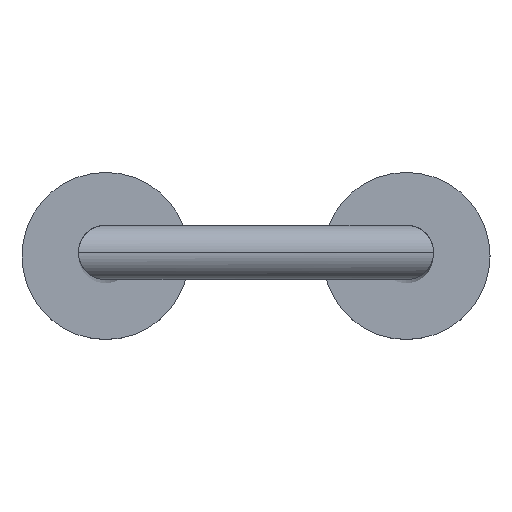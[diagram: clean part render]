
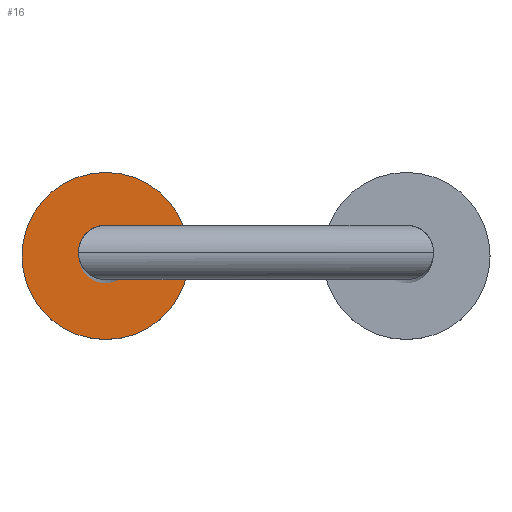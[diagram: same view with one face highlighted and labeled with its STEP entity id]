
A CAD part, top view. The second image highlights one B-rep face of the part: STEP entity #16.
In plain terms, the highlighted face is planar.
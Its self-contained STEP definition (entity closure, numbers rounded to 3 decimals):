
#16 = ADVANCED_FACE ( 'NONE', ( #51 ), #764, .T. ) ;
#51 = FACE_OUTER_BOUND ( 'NONE', #387, .T. ) ;
#99 = CIRCLE ( 'NONE', #482, 20. ) ;
#135 = VERTEX_POINT ( 'NONE', #734 ) ;
#141 = AXIS2_PLACEMENT_3D ( 'NONE', #714, #665, #578 ) ;
#202 = EDGE_CURVE ( 'NONE', #590, #135, #99, .T. ) ;
#235 = CARTESIAN_POINT ( 'NONE',  ( 0., 0., 0. ) ) ;
#237 = DIRECTION ( 'NONE',  ( 0., 1., 0. ) ) ;
#356 = EDGE_CURVE ( 'NONE', #135, #590, #608, .T. ) ;
#387 = EDGE_LOOP ( 'NONE', ( #582, #509 ) ) ;
#482 = AXIS2_PLACEMENT_3D ( 'NONE', #235, #237, #709 ) ;
#509 = ORIENTED_EDGE ( 'NONE', *, *, #202, .T. ) ;
#511 = CARTESIAN_POINT ( 'NONE',  ( 0., 0., -20. ) ) ;
#578 = DIRECTION ( 'NONE',  ( 0., 0., 1. ) ) ;
#582 = ORIENTED_EDGE ( 'NONE', *, *, #356, .T. ) ;
#590 = VERTEX_POINT ( 'NONE', #511 ) ;
#608 = CIRCLE ( 'NONE', #662, 20. ) ;
#616 = DIRECTION ( 'NONE',  ( 0., 0., 1. ) ) ;
#620 = DIRECTION ( 'NONE',  ( 0., 1., 0. ) ) ;
#624 = CARTESIAN_POINT ( 'NONE',  ( 0., 0., 0. ) ) ;
#662 = AXIS2_PLACEMENT_3D ( 'NONE', #624, #620, #616 ) ;
#665 = DIRECTION ( 'NONE',  ( 0., 1., 0. ) ) ;
#709 = DIRECTION ( 'NONE',  ( 0., 0., 1. ) ) ;
#714 = CARTESIAN_POINT ( 'NONE',  ( 0., 0., 0. ) ) ;
#734 = CARTESIAN_POINT ( 'NONE',  ( 0., 0., 20. ) ) ;
#764 = PLANE ( 'NONE',  #141 ) ;
